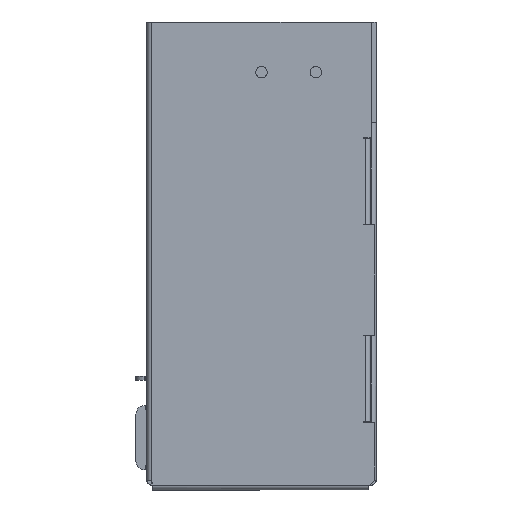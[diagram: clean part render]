
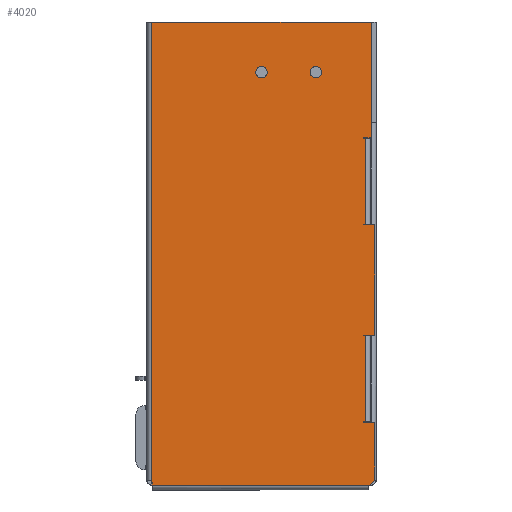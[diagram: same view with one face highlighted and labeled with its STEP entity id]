
A CAD part, top view. The second image highlights one B-rep face of the part: STEP entity #4020.
In plain terms, the highlighted planar face has unit normal (0, 0, 1).
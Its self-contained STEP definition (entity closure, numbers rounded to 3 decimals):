
#24=FACE_BOUND('',#585,.T.);
#25=FACE_BOUND('',#586,.T.);
#146=PLANE('',#4301);
#355=FACE_OUTER_BOUND('',#584,.T.);
#584=EDGE_LOOP('',(#3366,#3367,#3368,#3369,#3370,#3371,#3372,#3373,#3374,
#3375,#3376,#3377,#3378,#3379,#3380,#3381,#3382,#3383,#3384,#3385,#3386,
#3387));
#585=EDGE_LOOP('',(#3388));
#586=EDGE_LOOP('',(#3389));
#726=LINE('',#5607,#1236);
#753=LINE('',#5726,#1263);
#754=LINE('',#5729,#1264);
#797=LINE('',#5845,#1307);
#998=LINE('',#6278,#1508);
#1001=LINE('',#6282,#1511);
#1002=LINE('',#6287,#1512);
#1010=LINE('',#6310,#1520);
#1016=LINE('',#6327,#1526);
#1018=LINE('',#6331,#1528);
#1020=LINE('',#6335,#1530);
#1021=LINE('',#6337,#1531);
#1022=LINE('',#6339,#1532);
#1023=LINE('',#6340,#1533);
#1024=LINE('',#6342,#1534);
#1025=LINE('',#6344,#1535);
#1026=LINE('',#6346,#1536);
#1027=LINE('',#6348,#1537);
#1028=LINE('',#6349,#1538);
#1029=LINE('',#6351,#1539);
#1030=LINE('',#6353,#1540);
#1031=LINE('',#6354,#1541);
#1236=VECTOR('',#4516,10.);
#1263=VECTOR('',#4555,10.);
#1264=VECTOR('',#4558,10.);
#1307=VECTOR('',#4675,10.);
#1508=VECTOR('',#5038,10.);
#1511=VECTOR('',#5043,10.);
#1512=VECTOR('',#5048,10.);
#1520=VECTOR('',#5078,10.);
#1526=VECTOR('',#5104,10.);
#1528=VECTOR('',#5108,10.);
#1530=VECTOR('',#5112,10.);
#1531=VECTOR('',#5113,10.);
#1532=VECTOR('',#5114,10.);
#1533=VECTOR('',#5115,10.);
#1534=VECTOR('',#5116,10.);
#1535=VECTOR('',#5117,10.);
#1536=VECTOR('',#5118,10.);
#1537=VECTOR('',#5119,10.);
#1538=VECTOR('',#5120,10.);
#1539=VECTOR('',#5121,10.);
#1540=VECTOR('',#5122,10.);
#1541=VECTOR('',#5123,10.);
#1727=CIRCLE('',#4225,2.);
#1728=CIRCLE('',#4227,2.);
#1798=VERTEX_POINT('',#5598);
#1799=VERTEX_POINT('',#5606);
#1824=VERTEX_POINT('',#5724);
#1825=VERTEX_POINT('',#5728);
#1861=VERTEX_POINT('',#5844);
#1923=VERTEX_POINT('',#6017);
#1924=VERTEX_POINT('',#6021);
#2011=VERTEX_POINT('',#6275);
#2012=VERTEX_POINT('',#6277);
#2013=VERTEX_POINT('',#6284);
#2014=VERTEX_POINT('',#6286);
#2017=VERTEX_POINT('',#6307);
#2018=VERTEX_POINT('',#6309);
#2019=VERTEX_POINT('',#6326);
#2020=VERTEX_POINT('',#6330);
#2021=VERTEX_POINT('',#6334);
#2022=VERTEX_POINT('',#6336);
#2023=VERTEX_POINT('',#6338);
#2024=VERTEX_POINT('',#6341);
#2025=VERTEX_POINT('',#6343);
#2026=VERTEX_POINT('',#6345);
#2027=VERTEX_POINT('',#6347);
#2028=VERTEX_POINT('',#6350);
#2029=VERTEX_POINT('',#6352);
#2173=EDGE_CURVE('',#1799,#1798,#726,.T.);
#2205=EDGE_CURVE('',#1798,#1824,#753,.T.);
#2206=EDGE_CURVE('',#1825,#1799,#754,.T.);
#2263=EDGE_CURVE('',#1861,#1825,#797,.T.);
#2350=EDGE_CURVE('',#1923,#1923,#1727,.T.);
#2352=EDGE_CURVE('',#1924,#1924,#1728,.T.);
#2481=EDGE_CURVE('',#2012,#2011,#998,.T.);
#2484=EDGE_CURVE('',#2011,#1861,#1001,.T.);
#2486=EDGE_CURVE('',#2014,#2013,#1002,.T.);
#2498=EDGE_CURVE('',#2018,#2017,#1010,.T.);
#2507=EDGE_CURVE('',#2019,#2014,#1016,.T.);
#2509=EDGE_CURVE('',#2020,#2019,#1018,.T.);
#2511=EDGE_CURVE('',#2021,#1824,#1020,.T.);
#2512=EDGE_CURVE('',#2021,#2022,#1021,.T.);
#2513=EDGE_CURVE('',#2022,#2023,#1022,.T.);
#2514=EDGE_CURVE('',#2023,#2018,#1023,.T.);
#2515=EDGE_CURVE('',#2017,#2024,#1024,.T.);
#2516=EDGE_CURVE('',#2024,#2025,#1025,.T.);
#2517=EDGE_CURVE('',#2025,#2026,#1026,.T.);
#2518=EDGE_CURVE('',#2027,#2026,#1027,.T.);
#2519=EDGE_CURVE('',#2027,#2020,#1028,.T.);
#2520=EDGE_CURVE('',#2013,#2028,#1029,.T.);
#2521=EDGE_CURVE('',#2028,#2029,#1030,.T.);
#2522=EDGE_CURVE('',#2029,#2012,#1031,.T.);
#3366=ORIENTED_EDGE('',*,*,#2173,.T.);
#3367=ORIENTED_EDGE('',*,*,#2205,.T.);
#3368=ORIENTED_EDGE('',*,*,#2511,.F.);
#3369=ORIENTED_EDGE('',*,*,#2512,.T.);
#3370=ORIENTED_EDGE('',*,*,#2513,.T.);
#3371=ORIENTED_EDGE('',*,*,#2514,.T.);
#3372=ORIENTED_EDGE('',*,*,#2498,.T.);
#3373=ORIENTED_EDGE('',*,*,#2515,.T.);
#3374=ORIENTED_EDGE('',*,*,#2516,.T.);
#3375=ORIENTED_EDGE('',*,*,#2517,.T.);
#3376=ORIENTED_EDGE('',*,*,#2518,.F.);
#3377=ORIENTED_EDGE('',*,*,#2519,.T.);
#3378=ORIENTED_EDGE('',*,*,#2509,.T.);
#3379=ORIENTED_EDGE('',*,*,#2507,.T.);
#3380=ORIENTED_EDGE('',*,*,#2486,.T.);
#3381=ORIENTED_EDGE('',*,*,#2520,.T.);
#3382=ORIENTED_EDGE('',*,*,#2521,.T.);
#3383=ORIENTED_EDGE('',*,*,#2522,.T.);
#3384=ORIENTED_EDGE('',*,*,#2481,.T.);
#3385=ORIENTED_EDGE('',*,*,#2484,.T.);
#3386=ORIENTED_EDGE('',*,*,#2263,.T.);
#3387=ORIENTED_EDGE('',*,*,#2206,.T.);
#3388=ORIENTED_EDGE('',*,*,#2350,.T.);
#3389=ORIENTED_EDGE('',*,*,#2352,.T.);
#4020=ADVANCED_FACE('',(#355,#24,#25),#146,.T.);
#4225=AXIS2_PLACEMENT_3D('',#6018,#4816,#4817);
#4227=AXIS2_PLACEMENT_3D('',#6022,#4821,#4822);
#4301=AXIS2_PLACEMENT_3D('',#6333,#5110,#5111);
#4516=DIRECTION('',(1.,0.,0.));
#4555=DIRECTION('',(0.766,0.643,0.));
#4558=DIRECTION('',(0.174,-0.985,0.));
#4675=DIRECTION('',(0.,-1.,0.));
#4816=DIRECTION('center_axis',(0.,0.,-1.));
#4817=DIRECTION('ref_axis',(-1.,0.,0.));
#4821=DIRECTION('center_axis',(0.,0.,-1.));
#4822=DIRECTION('ref_axis',(-1.,0.,0.));
#5038=DIRECTION('',(0.,1.,0.));
#5043=DIRECTION('',(-1.,0.,0.));
#5048=DIRECTION('',(0.,1.,0.));
#5078=DIRECTION('',(0.,1.,0.));
#5104=DIRECTION('',(1.,0.,0.));
#5108=DIRECTION('',(0.,1.,0.));
#5110=DIRECTION('center_axis',(0.,0.,1.));
#5111=DIRECTION('ref_axis',(1.,0.,0.));
#5112=DIRECTION('',(0.,-1.,0.));
#5113=DIRECTION('',(-1.,0.,0.));
#5114=DIRECTION('',(0.,1.,0.));
#5115=DIRECTION('',(1.,0.,0.));
#5116=DIRECTION('',(-1.,0.,0.));
#5117=DIRECTION('',(0.,1.,0.));
#5118=DIRECTION('',(1.,0.,0.));
#5119=DIRECTION('',(0.,-1.,0.));
#5120=DIRECTION('',(-1.,0.,0.));
#5121=DIRECTION('',(-1.,0.,0.));
#5122=DIRECTION('',(0.,1.,0.));
#5123=DIRECTION('',(1.,0.,0.));
#5598=CARTESIAN_POINT('',(77.474,-1.5,23.8));
#5606=CARTESIAN_POINT('',(2.,-1.5,23.8));
#5607=CARTESIAN_POINT('',(57.949,-1.5,23.8));
#5724=CARTESIAN_POINT('',(79.5,0.2,23.8));
#5726=CARTESIAN_POINT('',(85.963,5.623,23.8));
#5728=CARTESIAN_POINT('',(1.7,0.2,23.8));
#5729=CARTESIAN_POINT('',(-4.57,35.757,23.8));
#5844=CARTESIAN_POINT('',(1.7,160.,23.8));
#5845=CARTESIAN_POINT('',(1.7,80.,23.8));
#6017=CARTESIAN_POINT('',(61.,142.5,23.8));
#6018=CARTESIAN_POINT('Origin',(59.,142.5,23.8));
#6021=CARTESIAN_POINT('',(42.,142.5,23.8));
#6022=CARTESIAN_POINT('Origin',(40.,142.5,23.8));
#6275=CARTESIAN_POINT('',(78.3,160.,23.8));
#6277=CARTESIAN_POINT('',(78.3,119.704,23.8));
#6278=CARTESIAN_POINT('',(78.3,109.926,23.8));
#6282=CARTESIAN_POINT('',(1.7,160.,23.8));
#6284=CARTESIAN_POINT('',(76.3,119.504,23.8));
#6286=CARTESIAN_POINT('',(76.3,89.5,23.8));
#6287=CARTESIAN_POINT('',(76.3,99.752,23.8));
#6307=CARTESIAN_POINT('',(76.3,50.5,23.8));
#6309=CARTESIAN_POINT('',(76.3,20.5,23.8));
#6310=CARTESIAN_POINT('',(76.3,65.25,23.8));
#6326=CARTESIAN_POINT('',(75.55,89.5,23.8));
#6327=CARTESIAN_POINT('',(57.462,89.5,23.8));
#6330=CARTESIAN_POINT('',(75.55,89.3,23.8));
#6331=CARTESIAN_POINT('',(75.55,84.75,23.8));
#6333=CARTESIAN_POINT('Origin',(38.425,80.,23.8));
#6334=CARTESIAN_POINT('',(79.5,20.3,23.8));
#6335=CARTESIAN_POINT('',(79.5,0.,23.8));
#6336=CARTESIAN_POINT('',(75.55,20.3,23.8));
#6337=CARTESIAN_POINT('',(56.987,20.3,23.8));
#6338=CARTESIAN_POINT('',(75.55,20.5,23.8));
#6339=CARTESIAN_POINT('',(75.55,50.25,23.8));
#6340=CARTESIAN_POINT('',(57.462,20.5,23.8));
#6341=CARTESIAN_POINT('',(75.55,50.5,23.8));
#6342=CARTESIAN_POINT('',(56.987,50.5,23.8));
#6343=CARTESIAN_POINT('',(75.55,50.7,23.8));
#6344=CARTESIAN_POINT('',(75.55,65.35,23.8));
#6345=CARTESIAN_POINT('',(79.5,50.7,23.8));
#6346=CARTESIAN_POINT('',(76.5,50.7,23.8));
#6347=CARTESIAN_POINT('',(79.5,89.3,23.8));
#6348=CARTESIAN_POINT('',(79.5,50.7,23.8));
#6349=CARTESIAN_POINT('',(56.987,89.3,23.8));
#6350=CARTESIAN_POINT('',(75.55,119.504,23.8));
#6351=CARTESIAN_POINT('',(56.987,119.504,23.8));
#6352=CARTESIAN_POINT('',(75.55,119.704,23.8));
#6353=CARTESIAN_POINT('',(75.55,99.852,23.8));
#6354=CARTESIAN_POINT('',(76.5,119.704,23.8));
